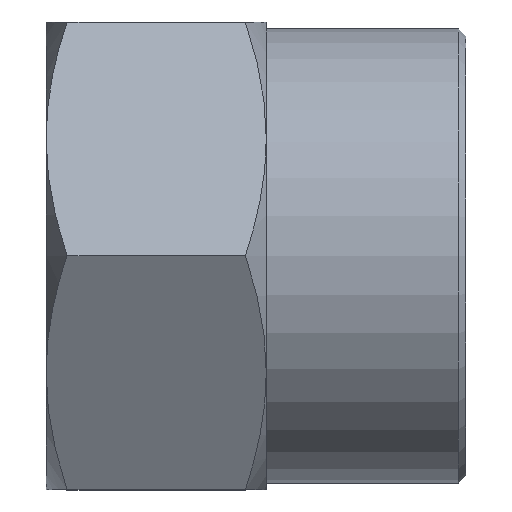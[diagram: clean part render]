
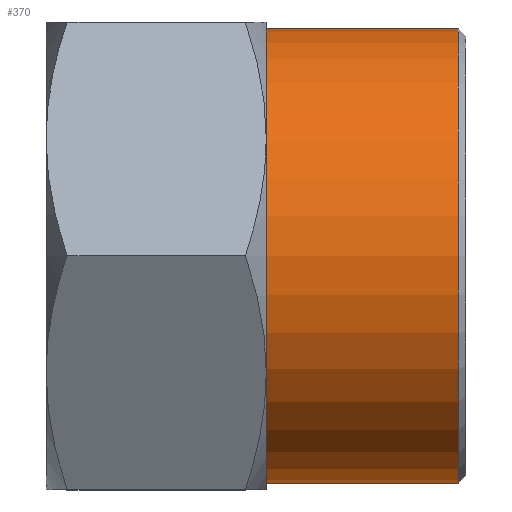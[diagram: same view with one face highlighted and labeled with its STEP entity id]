
A CAD part, top view. The second image highlights one B-rep face of the part: STEP entity #370.
In plain terms, the highlighted cylindrical face has radius 30.595 mm (diameter 61.19 mm), a full revolution.
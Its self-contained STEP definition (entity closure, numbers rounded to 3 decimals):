
#18=CYLINDRICAL_SURFACE('',#430,30.595);
#25=LINE('',#684,#35);
#35=VECTOR('',#515,30.595);
#65=FACE_OUTER_BOUND('',#90,.T.);
#90=EDGE_LOOP('',(#291,#292,#293,#294,#295));
#115=CIRCLE('',#428,30.595);
#116=CIRCLE('',#429,30.595);
#117=CIRCLE('',#431,30.595);
#171=VERTEX_POINT('',#677);
#172=VERTEX_POINT('',#679);
#173=VERTEX_POINT('',#683);
#220=EDGE_CURVE('',#171,#172,#115,.T.);
#221=EDGE_CURVE('',#172,#171,#116,.T.);
#222=EDGE_CURVE('',#172,#173,#25,.T.);
#223=EDGE_CURVE('',#173,#173,#117,.T.);
#291=ORIENTED_EDGE('',*,*,#220,.F.);
#292=ORIENTED_EDGE('',*,*,#221,.F.);
#293=ORIENTED_EDGE('',*,*,#222,.T.);
#294=ORIENTED_EDGE('',*,*,#223,.F.);
#295=ORIENTED_EDGE('',*,*,#222,.F.);
#370=ADVANCED_FACE('',(#65),#18,.T.);
#428=AXIS2_PLACEMENT_3D('',#680,#509,#510);
#429=AXIS2_PLACEMENT_3D('',#681,#511,#512);
#430=AXIS2_PLACEMENT_3D('',#682,#513,#514);
#431=AXIS2_PLACEMENT_3D('',#685,#516,#517);
#509=DIRECTION('center_axis',(1.,0.,0.));
#510=DIRECTION('ref_axis',(0.,0.,1.));
#511=DIRECTION('center_axis',(1.,0.,0.));
#512=DIRECTION('ref_axis',(0.,0.,1.));
#513=DIRECTION('center_axis',(1.,0.,0.));
#514=DIRECTION('ref_axis',(0.,0.,-1.));
#515=DIRECTION('',(-1.,0.,0.));
#516=DIRECTION('center_axis',(-1.,0.,0.));
#517=DIRECTION('ref_axis',(0.,0.,-1.));
#677=CARTESIAN_POINT('',(55.57,0.,-30.595));
#679=CARTESIAN_POINT('',(55.57,0.,30.595));
#680=CARTESIAN_POINT('Origin',(55.57,0.,0.));
#681=CARTESIAN_POINT('Origin',(55.57,0.,0.));
#682=CARTESIAN_POINT('Origin',(29.67,0.,0.));
#683=CARTESIAN_POINT('',(29.67,0.,30.595));
#684=CARTESIAN_POINT('',(29.67,0.,30.595));
#685=CARTESIAN_POINT('Origin',(29.67,0.,0.));
